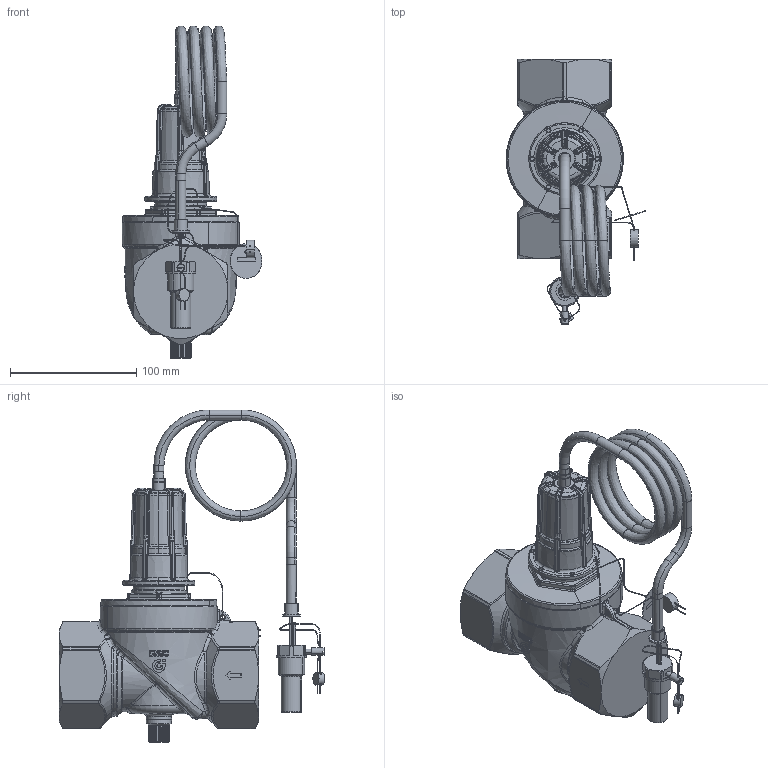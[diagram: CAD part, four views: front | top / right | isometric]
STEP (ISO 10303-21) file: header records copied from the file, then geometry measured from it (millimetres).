
FILE_DESCRIPTION(('CATIA V5 STEP Exchange'),'2;1');
FILE_NAME('STEP_540090_-_TST.stp','2017-03-28T06:14:16+00:00',('none'),('none'),'CATIA Version 5-6 Release 2014 SP5','CATIA V5 STEP AP203','none');
FILE_SCHEMA(('CONFIG_CONTROL_DESIGN'));
Products named in the file (1): 540090 - TST
Bounding box: 110.81 x 210.46 x 263 mm (x, y, z)
Volume: 1091361.4 mm3; surface area: 110929 mm2
Topology: 6 solids, 8 shells, 1689 faces, 4084 edges, 2366 vertices
Faces by surface type: cylinder 490, bspline 487, plane 308, torus 222, cone 140, sphere 40, revolution 2
Entity records: 71761 total; most frequent: CARTESIAN_POINT 40366, ORIENTED_EDGE 8018, EDGE_CURVE 4009, DIRECTION 3653, VERTEX_POINT 2366, AXIS2_PLACEMENT_3D 2002, B_SPLINE_CURVE_WITH_KNOTS 1926, EDGE_LOOP 1745
